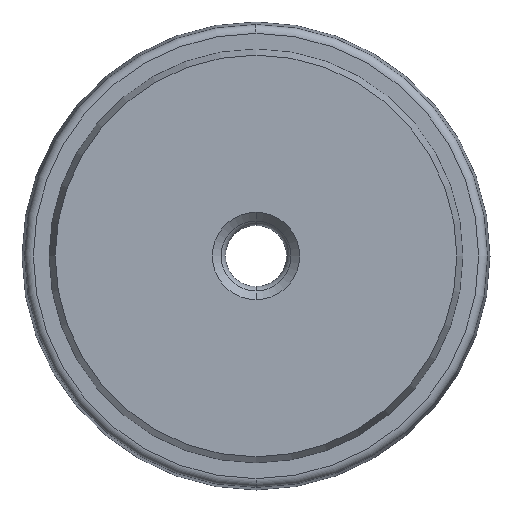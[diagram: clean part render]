
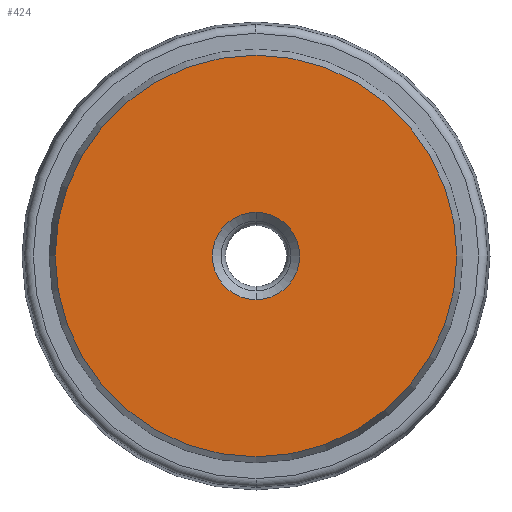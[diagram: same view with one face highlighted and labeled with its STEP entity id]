
A CAD part, left-side view. The second image highlights one B-rep face of the part: STEP entity #424.
In plain terms, the highlighted planar face has unit normal (-1, 0, 0).
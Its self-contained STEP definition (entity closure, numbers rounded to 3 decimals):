
#65 = DIRECTION ( 'NONE',  ( 1., 0., 0. ) ) ;
#101 = CARTESIAN_POINT ( 'NONE',  ( 0., 0., 0. ) ) ;
#112 = CARTESIAN_POINT ( 'NONE',  ( 0., 0., 0. ) ) ;
#115 = DIRECTION ( 'NONE',  ( 0., 0., -1. ) ) ;
#117 = DIRECTION ( 'NONE',  ( 1., 0., 0. ) ) ;
#121 = DIRECTION ( 'NONE',  ( -1., 0., 0. ) ) ;
#131 = DIRECTION ( 'NONE',  ( 0., 0., 1. ) ) ;
#171 = CARTESIAN_POINT ( 'NONE',  ( 0., 0., 0. ) ) ;
#176 = DIRECTION ( 'NONE',  ( -1., 0., 0. ) ) ;
#190 = DIRECTION ( 'NONE',  ( 0., 0., 1. ) ) ;
#339 = EDGE_CURVE ( 'NONE', #716, #738, #1109, .T. ) ;
#348 = EDGE_CURVE ( 'NONE', #735, #733, #1118, .T. ) ;
#365 = ORIENTED_EDGE ( 'NONE', *, *, #822, .T. ) ;
#369 = ORIENTED_EDGE ( 'NONE', *, *, #820, .T. ) ;
#373 = ORIENTED_EDGE ( 'NONE', *, *, #348, .T. ) ;
#385 = ORIENTED_EDGE ( 'NONE', *, *, #339, .T. ) ;
#395 = EDGE_LOOP ( 'NONE', ( #365, #385 ) ) ;
#424 = ADVANCED_FACE ( 'NONE', ( #855, #852 ), #888, .F. ) ;
#483 = DIRECTION ( 'NONE',  ( 0., 0., -1. ) ) ;
#652 = CIRCLE ( 'NONE', #777, 2.5 ) ;
#671 = CIRCLE ( 'NONE', #764, 11.5 ) ;
#716 = VERTEX_POINT ( 'NONE', #906 ) ;
#733 = VERTEX_POINT ( 'NONE', #938 ) ;
#735 = VERTEX_POINT ( 'NONE', #942 ) ;
#738 = VERTEX_POINT ( 'NONE', #951 ) ;
#764 = AXIS2_PLACEMENT_3D ( 'NONE', #112, #121, #131 ) ;
#777 = AXIS2_PLACEMENT_3D ( 'NONE', #101, #117, #115 ) ;
#820 = EDGE_CURVE ( 'NONE', #733, #735, #671, .T. ) ;
#822 = EDGE_CURVE ( 'NONE', #738, #716, #652, .T. ) ;
#852 = FACE_OUTER_BOUND ( 'NONE', #1037, .T. ) ;
#855 = FACE_BOUND ( 'NONE', #395, .T. ) ;
#860 = CARTESIAN_POINT ( 'NONE',  ( 0., 2., 0. ) ) ;
#868 = DIRECTION ( 'NONE',  ( 1., 0., 0. ) ) ;
#873 = DIRECTION ( 'NONE',  ( 0., 0., -1. ) ) ;
#888 = PLANE ( 'NONE',  #961 ) ;
#906 = CARTESIAN_POINT ( 'NONE',  ( 0., 0., -2.5 ) ) ;
#938 = CARTESIAN_POINT ( 'NONE',  ( 0., 0., 11.5 ) ) ;
#942 = CARTESIAN_POINT ( 'NONE',  ( 0., 0., -11.5 ) ) ;
#951 = CARTESIAN_POINT ( 'NONE',  ( 0., 0., 2.5 ) ) ;
#958 = AXIS2_PLACEMENT_3D ( 'NONE', #171, #176, #190 ) ;
#961 = AXIS2_PLACEMENT_3D ( 'NONE', #860, #868, #873 ) ;
#1029 = AXIS2_PLACEMENT_3D ( 'NONE', #1136, #65, #483 ) ;
#1037 = EDGE_LOOP ( 'NONE', ( #373, #369 ) ) ;
#1109 = CIRCLE ( 'NONE', #1029, 2.5 ) ;
#1118 = CIRCLE ( 'NONE', #958, 11.5 ) ;
#1136 = CARTESIAN_POINT ( 'NONE',  ( 0., 0., 0. ) ) ;
